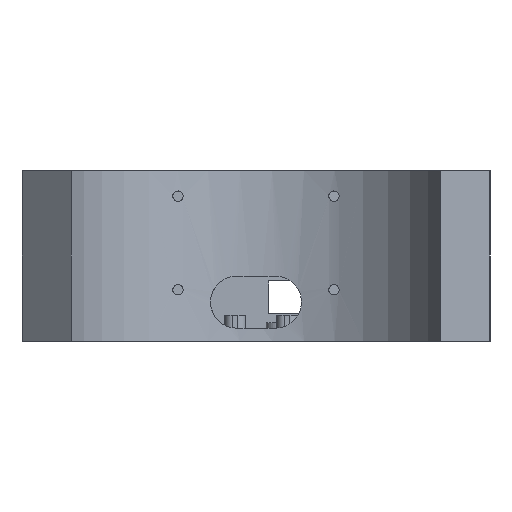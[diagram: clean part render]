
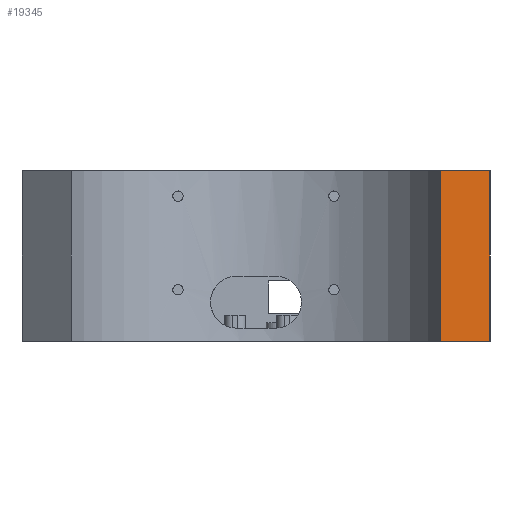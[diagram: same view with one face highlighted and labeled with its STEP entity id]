
A CAD part, left-side view. The second image highlights one B-rep face of the part: STEP entity #19345.
In plain terms, the highlighted planar face has unit normal (-0.707, -0.707, 0).
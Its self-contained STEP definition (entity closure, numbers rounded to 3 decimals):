
#947 = CYLINDRICAL_SURFACE('',#948,75.2);
#948 = AXIS2_PLACEMENT_3D('',#949,#950,#951);
#949 = CARTESIAN_POINT('',(0.,0.,0.));
#950 = DIRECTION('',(-0.,-0.,-1.));
#951 = DIRECTION('',(1.,0.,0.));
#3714 = PLANE('',#3715);
#3715 = AXIS2_PLACEMENT_3D('',#3716,#3717,#3718);
#3716 = CARTESIAN_POINT('',(24.4,71.131,65.5));
#3717 = DIRECTION('',(0.,0.,1.));
#3718 = DIRECTION('',(1.,0.,0.));
#5872 = EDGE_CURVE('',#5873,#5875,#5877,.T.);
#5873 = VERTEX_POINT('',#5874);
#5874 = CARTESIAN_POINT('',(24.4,-71.131,0.));
#5875 = VERTEX_POINT('',#5876);
#5876 = CARTESIAN_POINT('',(24.4,-71.131,65.5));
#5877 = SURFACE_CURVE('',#5878,(#5882,#5889),.PCURVE_S1.);
#5878 = LINE('',#5879,#5880);
#5879 = CARTESIAN_POINT('',(24.4,-71.131,0.));
#5880 = VECTOR('',#5881,1.);
#5881 = DIRECTION('',(0.,0.,1.));
#5882 = PCURVE('',#947,#5883);
#5883 = DEFINITIONAL_REPRESENTATION('',(#5884),#5888);
#5884 = LINE('',#5885,#5886);
#5885 = CARTESIAN_POINT('',(-5.043,0.));
#5886 = VECTOR('',#5887,1.);
#5887 = DIRECTION('',(-0.,-1.));
#5888 = ( GEOMETRIC_REPRESENTATION_CONTEXT(2) 
PARAMETRIC_REPRESENTATION_CONTEXT() REPRESENTATION_CONTEXT('2D SPACE',''
  ) );
#5889 = PCURVE('',#5890,#5895);
#5890 = PLANE('',#5891);
#5891 = AXIS2_PLACEMENT_3D('',#5892,#5893,#5894);
#5892 = CARTESIAN_POINT('',(43.269,-90.,0.));
#5893 = DIRECTION('',(-0.707,-0.707,0.));
#5894 = DIRECTION('',(-0.707,0.707,0.));
#5895 = DEFINITIONAL_REPRESENTATION('',(#5896),#5900);
#5896 = LINE('',#5897,#5898);
#5897 = CARTESIAN_POINT('',(26.684,0.));
#5898 = VECTOR('',#5899,1.);
#5899 = DIRECTION('',(0.,-1.));
#5900 = ( GEOMETRIC_REPRESENTATION_CONTEXT(2) 
PARAMETRIC_REPRESENTATION_CONTEXT() REPRESENTATION_CONTEXT('2D SPACE',''
  ) );
#5969 = PLANE('',#5970);
#5970 = AXIS2_PLACEMENT_3D('',#5971,#5972,#5973);
#5971 = CARTESIAN_POINT('',(24.4,71.131,0.));
#5972 = DIRECTION('',(0.,0.,1.));
#5973 = DIRECTION('',(1.,0.,0.));
#18783 = EDGE_CURVE('',#18784,#5875,#18786,.T.);
#18784 = VERTEX_POINT('',#18785);
#18785 = CARTESIAN_POINT('',(43.269,-90.,65.5));
#18786 = SURFACE_CURVE('',#18787,(#18791,#18798),.PCURVE_S1.);
#18787 = LINE('',#18788,#18789);
#18788 = CARTESIAN_POINT('',(43.269,-90.,65.5));
#18789 = VECTOR('',#18790,1.);
#18790 = DIRECTION('',(-0.707,0.707,0.));
#18791 = PCURVE('',#3714,#18792);
#18792 = DEFINITIONAL_REPRESENTATION('',(#18793),#18797);
#18793 = LINE('',#18794,#18795);
#18794 = CARTESIAN_POINT('',(18.869,-161.131));
#18795 = VECTOR('',#18796,1.);
#18796 = DIRECTION('',(-0.707,0.707));
#18797 = ( GEOMETRIC_REPRESENTATION_CONTEXT(2) 
PARAMETRIC_REPRESENTATION_CONTEXT() REPRESENTATION_CONTEXT('2D SPACE',''
  ) );
#18798 = PCURVE('',#5890,#18799);
#18799 = DEFINITIONAL_REPRESENTATION('',(#18800),#18804);
#18800 = LINE('',#18801,#18802);
#18801 = CARTESIAN_POINT('',(0.,-65.5));
#18802 = VECTOR('',#18803,1.);
#18803 = DIRECTION('',(1.,0.));
#18804 = ( GEOMETRIC_REPRESENTATION_CONTEXT(2) 
PARAMETRIC_REPRESENTATION_CONTEXT() REPRESENTATION_CONTEXT('2D SPACE',''
  ) );
#18822 = PLANE('',#18823);
#18823 = AXIS2_PLACEMENT_3D('',#18824,#18825,#18826);
#18824 = CARTESIAN_POINT('',(219.4,-90.,0.));
#18825 = DIRECTION('',(0.,-1.,0.));
#18826 = DIRECTION('',(-1.,0.,0.));
#19345 = ADVANCED_FACE('',(#19346),#5890,.T.);
#19346 = FACE_BOUND('',#19347,.T.);
#19347 = EDGE_LOOP('',(#19348,#19371,#19372,#19373));
#19348 = ORIENTED_EDGE('',*,*,#19349,.T.);
#19349 = EDGE_CURVE('',#19350,#18784,#19352,.T.);
#19350 = VERTEX_POINT('',#19351);
#19351 = CARTESIAN_POINT('',(43.269,-90.,0.));
#19352 = SURFACE_CURVE('',#19353,(#19357,#19364),.PCURVE_S1.);
#19353 = LINE('',#19354,#19355);
#19354 = CARTESIAN_POINT('',(43.269,-90.,0.));
#19355 = VECTOR('',#19356,1.);
#19356 = DIRECTION('',(0.,0.,1.));
#19357 = PCURVE('',#5890,#19358);
#19358 = DEFINITIONAL_REPRESENTATION('',(#19359),#19363);
#19359 = LINE('',#19360,#19361);
#19360 = CARTESIAN_POINT('',(0.,0.));
#19361 = VECTOR('',#19362,1.);
#19362 = DIRECTION('',(0.,-1.));
#19363 = ( GEOMETRIC_REPRESENTATION_CONTEXT(2) 
PARAMETRIC_REPRESENTATION_CONTEXT() REPRESENTATION_CONTEXT('2D SPACE',''
  ) );
#19364 = PCURVE('',#18822,#19365);
#19365 = DEFINITIONAL_REPRESENTATION('',(#19366),#19370);
#19366 = LINE('',#19367,#19368);
#19367 = CARTESIAN_POINT('',(176.131,0.));
#19368 = VECTOR('',#19369,1.);
#19369 = DIRECTION('',(0.,-1.));
#19370 = ( GEOMETRIC_REPRESENTATION_CONTEXT(2) 
PARAMETRIC_REPRESENTATION_CONTEXT() REPRESENTATION_CONTEXT('2D SPACE',''
  ) );
#19371 = ORIENTED_EDGE('',*,*,#18783,.T.);
#19372 = ORIENTED_EDGE('',*,*,#5872,.F.);
#19373 = ORIENTED_EDGE('',*,*,#19374,.F.);
#19374 = EDGE_CURVE('',#19350,#5873,#19375,.T.);
#19375 = SURFACE_CURVE('',#19376,(#19380,#19387),.PCURVE_S1.);
#19376 = LINE('',#19377,#19378);
#19377 = CARTESIAN_POINT('',(43.269,-90.,0.));
#19378 = VECTOR('',#19379,1.);
#19379 = DIRECTION('',(-0.707,0.707,0.));
#19380 = PCURVE('',#5890,#19381);
#19381 = DEFINITIONAL_REPRESENTATION('',(#19382),#19386);
#19382 = LINE('',#19383,#19384);
#19383 = CARTESIAN_POINT('',(0.,0.));
#19384 = VECTOR('',#19385,1.);
#19385 = DIRECTION('',(1.,0.));
#19386 = ( GEOMETRIC_REPRESENTATION_CONTEXT(2) 
PARAMETRIC_REPRESENTATION_CONTEXT() REPRESENTATION_CONTEXT('2D SPACE',''
  ) );
#19387 = PCURVE('',#5969,#19388);
#19388 = DEFINITIONAL_REPRESENTATION('',(#19389),#19393);
#19389 = LINE('',#19390,#19391);
#19390 = CARTESIAN_POINT('',(18.869,-161.131));
#19391 = VECTOR('',#19392,1.);
#19392 = DIRECTION('',(-0.707,0.707));
#19393 = ( GEOMETRIC_REPRESENTATION_CONTEXT(2) 
PARAMETRIC_REPRESENTATION_CONTEXT() REPRESENTATION_CONTEXT('2D SPACE',''
  ) );
